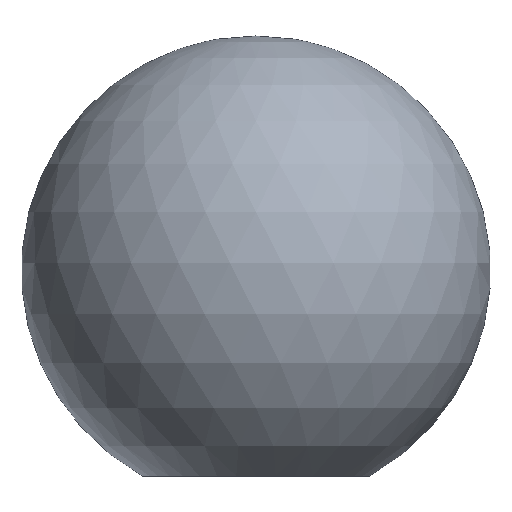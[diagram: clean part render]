
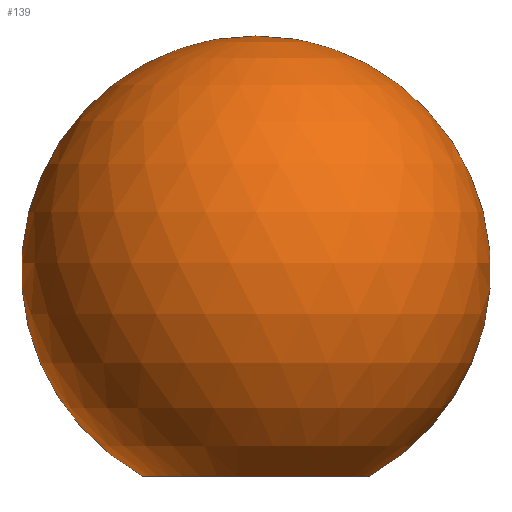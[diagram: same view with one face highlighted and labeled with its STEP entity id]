
A CAD part, front view. The second image highlights one B-rep face of the part: STEP entity #139.
In plain terms, the highlighted spherical face has radius 8 mm.
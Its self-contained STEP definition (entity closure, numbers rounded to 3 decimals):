
#139=ADVANCED_FACE('',(#299),#300,.T.);
#143=EDGE_CURVE('',#165,#205,#304,.T.);
#155=EDGE_CURVE('',#165,#195,#317,.T.);
#165=VERTEX_POINT('',#329);
#175=EDGE_CURVE('',#195,#205,#339,.T.);
#195=VERTEX_POINT('',#360);
#205=VERTEX_POINT('',#370);
#299=FACE_OUTER_BOUND('',#466,.T.);
#300=SPHERICAL_SURFACE('',#467,8.);
#304=CIRCLE('',#472,3.873);
#317=CIRCLE('',#488,8.);
#329=CARTESIAN_POINT('',(3.873,0.,0.));
#339=CIRCLE('',#514,8.);
#360=CARTESIAN_POINT('',(0.,0.,15.0));
#370=CARTESIAN_POINT('',(-3.873,0.,0.));
#466=EDGE_LOOP('',(#680,#681,#682));
#467=AXIS2_PLACEMENT_3D('',#683,#684,#685);
#472=AXIS2_PLACEMENT_3D('',#686,#687,#688);
#488=AXIS2_PLACEMENT_3D('',#705,#706,#707);
#514=AXIS2_PLACEMENT_3D('',#725,#726,#727);
#680=ORIENTED_EDGE('',*,*,#175,.T.);
#681=ORIENTED_EDGE('',*,*,#143,.F.);
#682=ORIENTED_EDGE('',*,*,#155,.T.);
#683=CARTESIAN_POINT('',(0.,0.,7.));
#684=DIRECTION('',(0.0,0.0,-1.0));
#685=DIRECTION('',(-1.0,0.0,0.0));
#686=CARTESIAN_POINT('',(0.,0.,0.));
#687=DIRECTION('',(0.0,0.0,-1.0));
#688=DIRECTION('',(1.0,0.,0.0));
#705=CARTESIAN_POINT('',(0.,0.,7.));
#706=DIRECTION('',(0.,-1.0,0.0));
#707=DIRECTION('',(0.0,0.0,1.0));
#725=CARTESIAN_POINT('',(0.,0.,7.));
#726=DIRECTION('',(0.,-1.0,0.0));
#727=DIRECTION('',(0.0,0.0,1.0));
